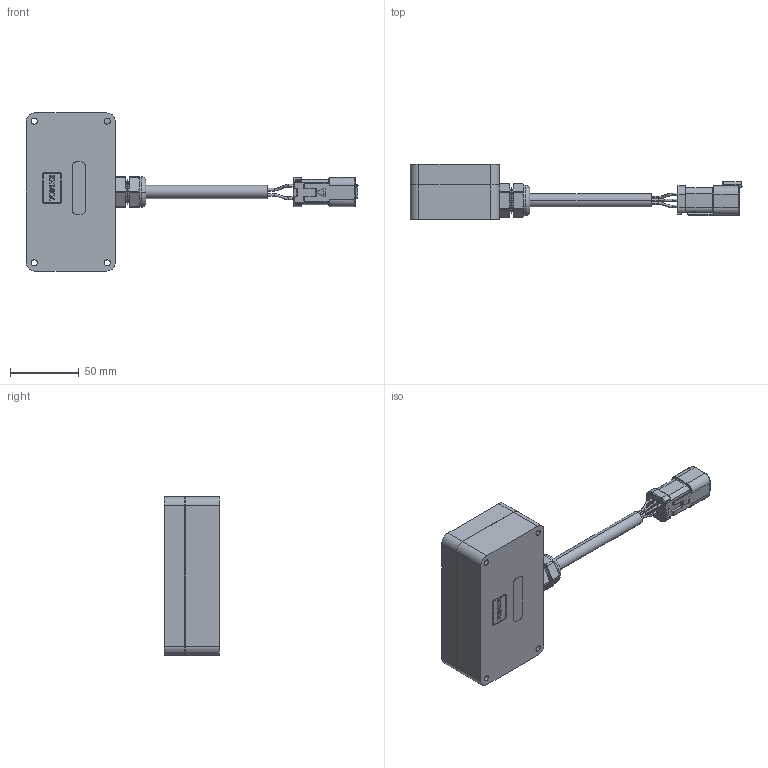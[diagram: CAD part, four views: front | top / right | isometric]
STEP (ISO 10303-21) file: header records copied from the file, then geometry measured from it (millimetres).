
FILE_DESCRIPTION (( 'STEP AP214' ), '1' );
FILE_NAME ('7051X2.STEP', '2019-10-04T13:18:32', ( '' ), ( '' ), 'SwSTEP 2.0', 'SolidWorks 2019', '' );
FILE_SCHEMA (( 'AUTOMOTIVE_DESIGN' ));
Length unit declared in the file: inch
Products named in the file (1): 7051X2
Bounding box: 241.4 x 40.41 x 115.01 mm (x, y, z)
Volume: 322662.6 mm3; surface area: 42350.8 mm2
Topology: 1 solids, 1 shells, 646 faces, 1687 edges, 1068 vertices
Faces by surface type: plane 297, bspline 231, cylinder 100, cone 16, torus 2
Entity records: 27827 total; most frequent: CARTESIAN_POINT 9282, ORIENTED_EDGE 3374, DIRECTION 2664, EDGE_CURVE 1687, VERTEX_POINT 1068, LINE 1018, VECTOR 1018, AXIS2_PLACEMENT_3D 823
